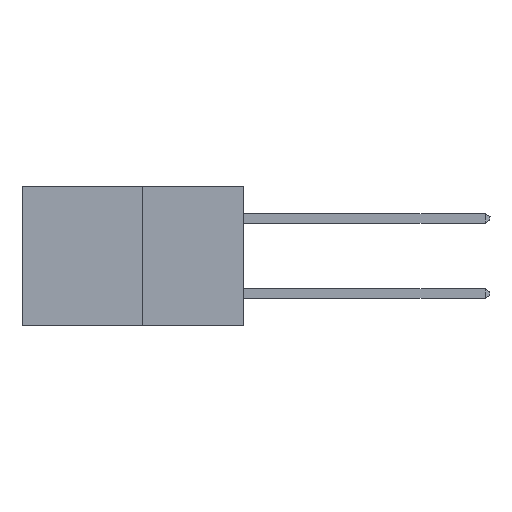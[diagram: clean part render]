
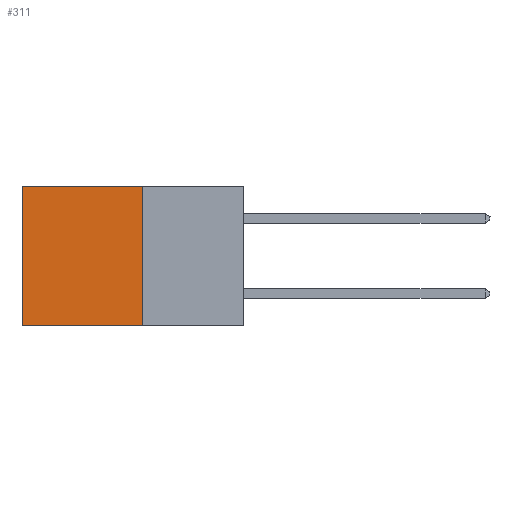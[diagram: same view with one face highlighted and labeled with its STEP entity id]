
A CAD part, left-side view. The second image highlights one B-rep face of the part: STEP entity #311.
In plain terms, the highlighted planar face has unit normal (-1, 0, 0).
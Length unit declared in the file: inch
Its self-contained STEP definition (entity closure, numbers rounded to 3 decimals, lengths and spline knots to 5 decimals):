
#129 = VERTEX_POINT ( 'NONE', #6489 ) ;
#244 = EDGE_CURVE ( 'NONE', #5120, #8874, #4010, .T. ) ;
#285 = DIRECTION ( 'NONE',  ( 0., 0., -1. ) ) ;
#311 = ADVANCED_FACE ( 'NONE', ( #5421 ), #3869, .F. ) ;
#452 = DIRECTION ( 'NONE',  ( 0., 1., 0. ) ) ;
#776 = ORIENTED_EDGE ( 'NONE', *, *, #7404, .F. ) ;
#1160 = ORIENTED_EDGE ( 'NONE', *, *, #5125, .T. ) ;
#1181 = ORIENTED_EDGE ( 'NONE', *, *, #244, .T. ) ;
#2516 = CARTESIAN_POINT ( 'NONE',  ( 0.277, 0.27, 0. ) ) ;
#2757 = DIRECTION ( 'NONE',  ( 0., 0., -1. ) ) ;
#2942 = EDGE_CURVE ( 'NONE', #129, #5258, #4171, .T. ) ;
#3010 = CARTESIAN_POINT ( 'NONE',  ( 0.277, 0.59, 0. ) ) ;
#3244 = VECTOR ( 'NONE', #285, 39.37008 ) ;
#3293 = ORIENTED_EDGE ( 'NONE', *, *, #2942, .F. ) ;
#3463 = CARTESIAN_POINT ( 'NONE',  ( 0.277, 0.27, -0.37 ) ) ;
#3869 = PLANE ( 'NONE',  #4825 ) ;
#4010 = LINE ( 'NONE', #2516, #7410 ) ;
#4171 = LINE ( 'NONE', #4688, #4384 ) ;
#4384 = VECTOR ( 'NONE', #5277, 39.37008 ) ;
#4385 = VECTOR ( 'NONE', #2757, 39.37008 ) ;
#4647 = CARTESIAN_POINT ( 'NONE',  ( 0.277, 0.27, -0.37 ) ) ;
#4688 = CARTESIAN_POINT ( 'NONE',  ( 0.277, 0.27, -0.37 ) ) ;
#4825 = AXIS2_PLACEMENT_3D ( 'NONE', #4647, #7578, #7498 ) ;
#4952 = EDGE_LOOP ( 'NONE', ( #1160, #3293, #776, #1181 ) ) ;
#5120 = VERTEX_POINT ( 'NONE', #7224 ) ;
#5125 = EDGE_CURVE ( 'NONE', #8874, #5258, #8651, .T. ) ;
#5258 = VERTEX_POINT ( 'NONE', #8686 ) ;
#5277 = DIRECTION ( 'NONE',  ( 0., 1., 0. ) ) ;
#5421 = FACE_OUTER_BOUND ( 'NONE', #4952, .T. ) ;
#5996 = LINE ( 'NONE', #3463, #4385 ) ;
#6489 = CARTESIAN_POINT ( 'NONE',  ( 0.277, 0.27, -0.37 ) ) ;
#7224 = CARTESIAN_POINT ( 'NONE',  ( 0.277, 0.27, 0. ) ) ;
#7404 = EDGE_CURVE ( 'NONE', #5120, #129, #5996, .T. ) ;
#7410 = VECTOR ( 'NONE', #452, 39.37008 ) ;
#7498 = DIRECTION ( 'NONE',  ( 0., 0., -1. ) ) ;
#7578 = DIRECTION ( 'NONE',  ( 1., 0., 0. ) ) ;
#8569 = CARTESIAN_POINT ( 'NONE',  ( 0.277, 0.59, -0.37 ) ) ;
#8651 = LINE ( 'NONE', #8569, #3244 ) ;
#8686 = CARTESIAN_POINT ( 'NONE',  ( 0.277, 0.59, -0.37 ) ) ;
#8874 = VERTEX_POINT ( 'NONE', #3010 ) ;
